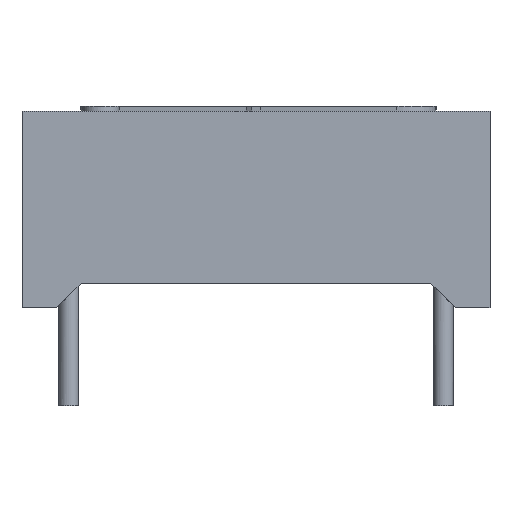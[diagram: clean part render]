
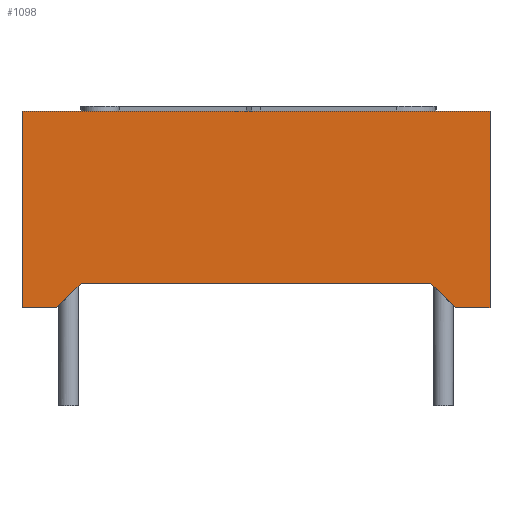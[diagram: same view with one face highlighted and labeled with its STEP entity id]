
A CAD part, front view. The second image highlights one B-rep face of the part: STEP entity #1098.
In plain terms, the highlighted planar face has unit normal (0, -1, 0).
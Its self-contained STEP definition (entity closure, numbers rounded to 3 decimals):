
#13=DIRECTION('',(0.,0.,1.));
#47=VECTOR('',#13,1.);
#248=CARTESIAN_POINT('',(-1.905,-22.66,0.));
#256=DIRECTION('',(-1.,0.,0.));
#313=VERTEX_POINT('',#248);
#317=EDGE_CURVE('',#313,#318,#320,.T.);
#318=VERTEX_POINT('',#319);
#319=CARTESIAN_POINT('',(-1.905,-22.66,8.));
#320=LINE('',#248,#47);
#537=DIRECTION('',(-0.707,0.,0.707));
#553=DIRECTION('',(0.,-1.,0.));
#561=VERTEX_POINT('',#562);
#562=CARTESIAN_POINT('',(17.145,-22.66,8.));
#565=EDGE_CURVE('',#566,#561,#568,.T.);
#566=VERTEX_POINT('',#567);
#567=CARTESIAN_POINT('',(17.145,-22.66,0.));
#568=LINE('',#567,#47);
#597=ORIENTED_EDGE('',*,*,#598,.T.);
#598=EDGE_CURVE('',#561,#318,#599,.T.);
#599=LINE('',#562,#600);
#600=VECTOR('',#256,1.);
#1091=EDGE_CURVE('',#1092,#313,#1094,.T.);
#1092=VERTEX_POINT('',#1093);
#1093=CARTESIAN_POINT('',(-0.5,-22.66,0.));
#1094=LINE('',#567,#600);
#1098=ADVANCED_FACE('',(#1099),#1127,.T.);
#1099=FACE_BOUND('',#1100,.T.);
#1100=EDGE_LOOP('',(#1101,#1105,#597,#1106,#1107,#1108,#1116,#1122));
#1101=ORIENTED_EDGE('',*,*,#1102,.F.);
#1102=EDGE_CURVE('',#566,#1103,#1094,.T.);
#1103=VERTEX_POINT('',#1104);
#1104=CARTESIAN_POINT('',(15.74,-22.66,0.));
#1105=ORIENTED_EDGE('',*,*,#565,.T.);
#1106=ORIENTED_EDGE('',*,*,#317,.F.);
#1107=ORIENTED_EDGE('',*,*,#1091,.F.);
#1108=ORIENTED_EDGE('',*,*,#1109,.F.);
#1109=EDGE_CURVE('',#1110,#1092,#1112,.T.);
#1110=VERTEX_POINT('',#1111);
#1111=CARTESIAN_POINT('',(0.5,-22.66,1.));
#1112=LINE('',#1113,#1114);
#1113=CARTESIAN_POINT('',(4.161,-22.66,4.661));
#1114=VECTOR('',#1115,1.);
#1115=DIRECTION('',(-0.707,0.,-0.707));
#1116=ORIENTED_EDGE('',*,*,#1117,.F.);
#1117=EDGE_CURVE('',#1118,#1110,#1120,.T.);
#1118=VERTEX_POINT('',#1119);
#1119=CARTESIAN_POINT('',(14.74,-22.66,1.));
#1120=LINE('',#1121,#600);
#1121=CARTESIAN_POINT('',(8.323,-22.66,1.));
#1122=ORIENTED_EDGE('',*,*,#1123,.F.);
#1123=EDGE_CURVE('',#1103,#1118,#1124,.T.);
#1124=LINE('',#1125,#1126);
#1125=CARTESIAN_POINT('',(15.841,-22.66,-0.101));
#1126=VECTOR('',#537,1.);
#1127=PLANE('',#1128);
#1128=AXIS2_PLACEMENT_3D('',#567,#553,#256);
